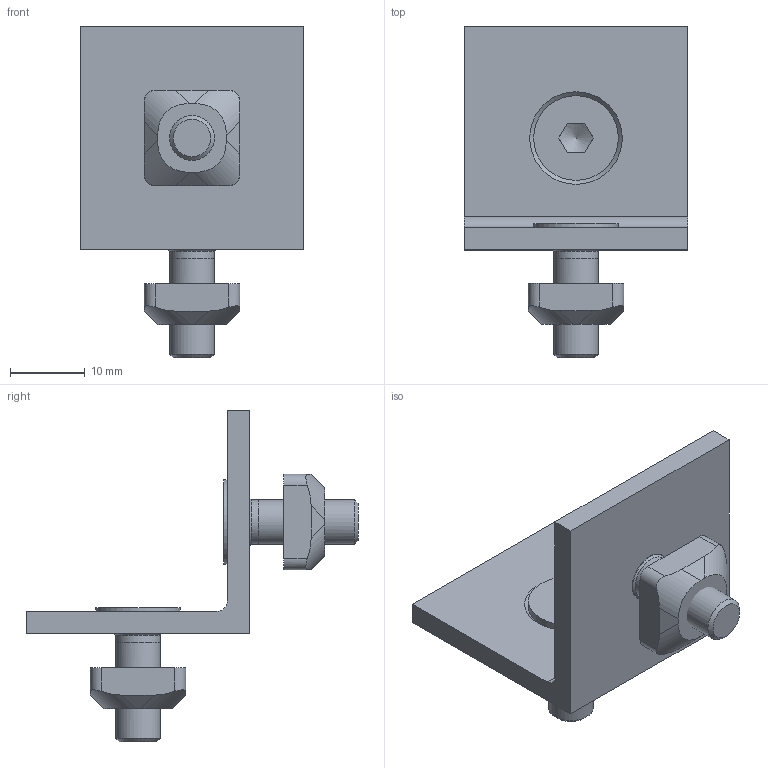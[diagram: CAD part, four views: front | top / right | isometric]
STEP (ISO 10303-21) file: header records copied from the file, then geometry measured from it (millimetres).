
FILE_DESCRIPTION(('STEP AP203'),'1');
FILE_NAME('FIXE08N1074.stp','2023-10-23T13:05:48',(' '),(' '),'Spatial InterOp 3D',' ',' ');
FILE_SCHEMA(('CONFIG_CONTROL_DESIGN'));
Length unit declared in the file: millimetre
Products named in the file (6): Kit Equerre 6 30 - P845; Equerre 30 - Noire; Kit de fixation; Vis FHC - M6x18; Ecrou carré 8 45 M6
Assembly tree (7 placements, depth 3):
  Kit Equerre 6 30 - P845
    Equerre 30 - Noire
    Kit de fixation
      Vis FHC - M6x18
      Ecrou carré 8 45 M6
    Kit de fixation
      Vis FHC - M6x18
      Ecrou carré 8 45 M6
Bounding box: 30 x 44.48 x 44.48 mm (x, y, z)
Volume: 7346 mm3; surface area: 6134.1 mm2
Topology: 5 solids, 5 shells, 79 faces, 203 edges, 134 vertices
Faces by surface type: plane 44, cylinder 27, cone 8
Full cylindrical faces by diameter (mm): 5 x2, 6 x4, 6.6 x2, 11.34 x2
Entity records: 2707 total; most frequent: CARTESIAN_POINT 369, DIRECTION 233, ORIENTED_EDGE 202, PROPERTY_DEFINITION_REPRESENTATION 159, GENERAL_PROPERTY_ASSOCIATION 159, PROPERTY_DEFINITION 159, REPRESENTATION 159, GENERAL_PROPERTY 159
